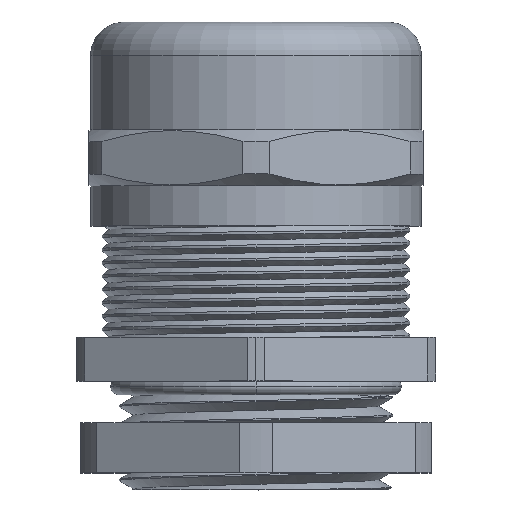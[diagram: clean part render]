
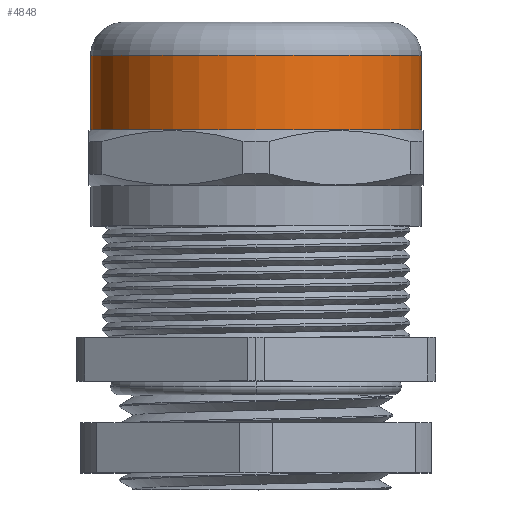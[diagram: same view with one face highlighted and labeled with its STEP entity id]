
A CAD part, top view. The second image highlights one B-rep face of the part: STEP entity #4848.
In plain terms, the highlighted cylindrical face has radius 19.8 mm (diameter 39.6 mm), a partial arc.
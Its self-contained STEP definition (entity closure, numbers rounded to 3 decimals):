
#971 = AXIS2_PLACEMENT_3D ( 'NONE', #3975, #12909, #5273 ) ;
#1300 = AXIS2_PLACEMENT_3D ( 'NONE', #9469, #6774, #1632 ) ;
#1336 = CARTESIAN_POINT ( 'NONE',  ( 19.8, 30.092, 0. ) ) ;
#1609 = AXIS2_PLACEMENT_3D ( 'NONE', #2660, #11669, #3969 ) ;
#1632 = DIRECTION ( 'NONE',  ( 1., 0., 0. ) ) ;
#1663 = DIRECTION ( 'NONE',  ( 0., -1., 0. ) ) ;
#2118 = CARTESIAN_POINT ( 'NONE',  ( -19.8, 38.977, 0. ) ) ;
#2395 = LINE ( 'NONE', #6259, #15853 ) ;
#2478 = DIRECTION ( 'NONE',  ( 0., -1., 0. ) ) ;
#2660 = CARTESIAN_POINT ( 'NONE',  ( 0., 30.092, 0. ) ) ;
#2939 = CARTESIAN_POINT ( 'NONE',  ( -19.8, -12.979, 0. ) ) ;
#3506 = CIRCLE ( 'NONE', #971, 19.8 ) ;
#3879 = EDGE_CURVE ( 'NONE', #14009, #5266, #2395, .T. ) ;
#3969 = DIRECTION ( 'NONE',  ( 1., 0., 0. ) ) ;
#3975 = CARTESIAN_POINT ( 'NONE',  ( 0., 38.977, 0. ) ) ;
#4067 = ORIENTED_EDGE ( 'NONE', *, *, #5291, .T. ) ;
#4579 = EDGE_CURVE ( 'NONE', #5266, #12163, #5616, .T. ) ;
#4676 = ORIENTED_EDGE ( 'NONE', *, *, #4579, .F. ) ;
#4848 = ADVANCED_FACE ( 'NONE', ( #5815 ), #8463, .T. ) ;
#5266 = VERTEX_POINT ( 'NONE', #1336 ) ;
#5273 = DIRECTION ( 'NONE',  ( 1., 0., 0. ) ) ;
#5291 = EDGE_CURVE ( 'NONE', #14009, #11140, #3506, .T. ) ;
#5318 = VECTOR ( 'NONE', #1663, 1000. ) ;
#5514 = EDGE_CURVE ( 'NONE', #11140, #12163, #11756, .T. ) ;
#5616 = CIRCLE ( 'NONE', #1609, 19.8 ) ;
#5815 = FACE_OUTER_BOUND ( 'NONE', #8406, .T. ) ;
#6259 = CARTESIAN_POINT ( 'NONE',  ( 19.8, -12.979, 0. ) ) ;
#6774 = DIRECTION ( 'NONE',  ( 0., -1., 0. ) ) ;
#8090 = CARTESIAN_POINT ( 'NONE',  ( 19.8, 38.977, 0. ) ) ;
#8406 = EDGE_LOOP ( 'NONE', ( #4067, #15024, #4676, #14050 ) ) ;
#8463 = CYLINDRICAL_SURFACE ( 'NONE', #1300, 19.8 ) ;
#9469 = CARTESIAN_POINT ( 'NONE',  ( 0., -12.979, 0. ) ) ;
#11140 = VERTEX_POINT ( 'NONE', #2118 ) ;
#11669 = DIRECTION ( 'NONE',  ( 0., -1., 0. ) ) ;
#11756 = LINE ( 'NONE', #2939, #5318 ) ;
#12163 = VERTEX_POINT ( 'NONE', #12935 ) ;
#12909 = DIRECTION ( 'NONE',  ( 0., -1., 0. ) ) ;
#12935 = CARTESIAN_POINT ( 'NONE',  ( -19.8, 30.092, 0. ) ) ;
#14009 = VERTEX_POINT ( 'NONE', #8090 ) ;
#14050 = ORIENTED_EDGE ( 'NONE', *, *, #3879, .F. ) ;
#15024 = ORIENTED_EDGE ( 'NONE', *, *, #5514, .T. ) ;
#15853 = VECTOR ( 'NONE', #2478, 1000. ) ;
